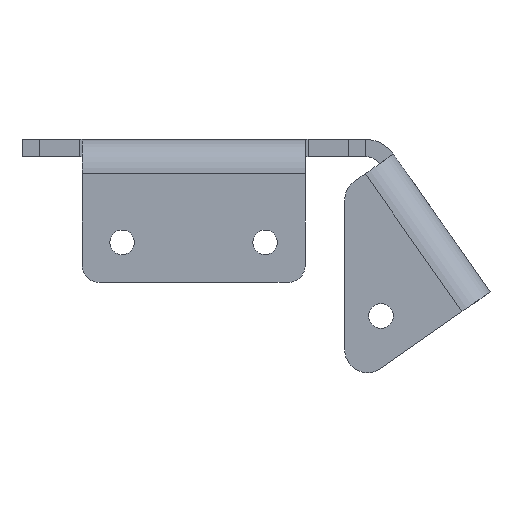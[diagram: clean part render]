
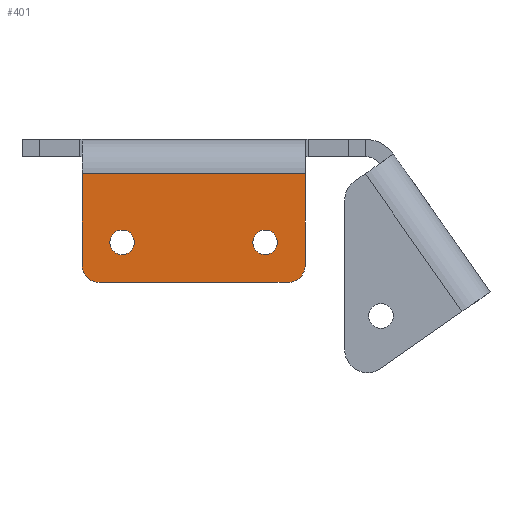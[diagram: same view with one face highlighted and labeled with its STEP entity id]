
A CAD part, left-side view. The second image highlights one B-rep face of the part: STEP entity #401.
In plain terms, the highlighted planar face has unit normal (-1, 0, 0).
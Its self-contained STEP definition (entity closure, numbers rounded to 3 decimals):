
#28 = DIRECTION ( 'NONE',  ( 0., 0., -1. ) ) ;
#40 = VERTEX_POINT ( 'NONE', #2041 ) ;
#62 = CARTESIAN_POINT ( 'NONE',  ( 0., 13.5, -22. ) ) ;
#91 = DIRECTION ( 'NONE',  ( 0., 0., -1. ) ) ;
#110 = VERTEX_POINT ( 'NONE', #997 ) ;
#140 = CIRCLE ( 'NONE', #1078, 2.15 ) ;
#162 = CARTESIAN_POINT ( 'NONE',  ( 0., 17.5, -15.85 ) ) ;
#202 = VERTEX_POINT ( 'NONE', #2151 ) ;
#203 = EDGE_CURVE ( 'NONE', #40, #202, #584, .T. ) ;
#216 = DIRECTION ( 'NONE',  ( 0., -1., 0. ) ) ;
#246 = CARTESIAN_POINT ( 'NONE',  ( 0., 49.5, 0. ) ) ;
#257 = CARTESIAN_POINT ( 'NONE',  ( 0., 10.5, -22. ) ) ;
#297 = VERTEX_POINT ( 'NONE', #162 ) ;
#311 = DIRECTION ( 'NONE',  ( 0., -1., 0. ) ) ;
#313 = DIRECTION ( 'NONE',  ( 1., 0., 0. ) ) ;
#325 = ORIENTED_EDGE ( 'NONE', *, *, #492, .T. ) ;
#340 = VERTEX_POINT ( 'NONE', #1204 ) ;
#355 = FACE_BOUND ( 'NONE', #1371, .T. ) ;
#391 = CARTESIAN_POINT ( 'NONE',  ( 0., 0., -25. ) ) ;
#392 = VERTEX_POINT ( 'NONE', #1180 ) ;
#401 = ADVANCED_FACE ( 'NONE', ( #676, #355, #2069 ), #1169, .F. ) ;
#407 = CARTESIAN_POINT ( 'NONE',  ( 0., 13.5, -25. ) ) ;
#418 = EDGE_CURVE ( 'NONE', #1688, #1070, #1999, .T. ) ;
#449 = CIRCLE ( 'NONE', #619, 2.15 ) ;
#468 = CARTESIAN_POINT ( 'NONE',  ( 0., 46.5, -25. ) ) ;
#475 = LINE ( 'NONE', #1896, #1538 ) ;
#492 = EDGE_CURVE ( 'NONE', #1070, #788, #2140, .T. ) ;
#510 = ORIENTED_EDGE ( 'NONE', *, *, #697, .F. ) ;
#512 = CARTESIAN_POINT ( 'NONE',  ( 0., 42.5, -18. ) ) ;
#538 = VERTEX_POINT ( 'NONE', #1621 ) ;
#569 = DIRECTION ( 'NONE',  ( 0., 0., 1. ) ) ;
#584 = LINE ( 'NONE', #246, #1091 ) ;
#619 = AXIS2_PLACEMENT_3D ( 'NONE', #512, #650, #670 ) ;
#650 = DIRECTION ( 'NONE',  ( -1., 0., 0. ) ) ;
#670 = DIRECTION ( 'NONE',  ( 0., 0., 1. ) ) ;
#676 = FACE_BOUND ( 'NONE', #1304, .T. ) ;
#697 = EDGE_CURVE ( 'NONE', #538, #110, #1890, .T. ) ;
#742 = DIRECTION ( 'NONE',  ( -1., 0., 0. ) ) ;
#758 = AXIS2_PLACEMENT_3D ( 'NONE', #1899, #313, #28 ) ;
#788 = VERTEX_POINT ( 'NONE', #257 ) ;
#801 = AXIS2_PLACEMENT_3D ( 'NONE', #62, #742, #1410 ) ;
#805 = AXIS2_PLACEMENT_3D ( 'NONE', #1252, #1083, #569 ) ;
#866 = EDGE_LOOP ( 'NONE', ( #2181, #325, #1454, #1359, #1106, #1874 ) ) ;
#934 = CARTESIAN_POINT ( 'NONE',  ( 0., 46.5, -22. ) ) ;
#983 = EDGE_CURVE ( 'NONE', #297, #392, #1203, .T. ) ;
#996 = EDGE_CURVE ( 'NONE', #110, #538, #449, .T. ) ;
#997 = CARTESIAN_POINT ( 'NONE',  ( 0., 42.5, -20.15 ) ) ;
#1009 = DIRECTION ( 'NONE',  ( -1., 0., 0. ) ) ;
#1012 = ORIENTED_EDGE ( 'NONE', *, *, #2072, .F. ) ;
#1070 = VERTEX_POINT ( 'NONE', #407 ) ;
#1078 = AXIS2_PLACEMENT_3D ( 'NONE', #1178, #2031, #1860 ) ;
#1083 = DIRECTION ( 'NONE',  ( -1., 0., 0. ) ) ;
#1091 = VECTOR ( 'NONE', #91, 1000. ) ;
#1106 = ORIENTED_EDGE ( 'NONE', *, *, #203, .T. ) ;
#1122 = ORIENTED_EDGE ( 'NONE', *, *, #996, .F. ) ;
#1169 = PLANE ( 'NONE',  #758 ) ;
#1178 = CARTESIAN_POINT ( 'NONE',  ( 0., 17.5, -18. ) ) ;
#1180 = CARTESIAN_POINT ( 'NONE',  ( 0., 17.5, -20.15 ) ) ;
#1186 = CARTESIAN_POINT ( 'NONE',  ( 0., 17.5, -18. ) ) ;
#1203 = CIRCLE ( 'NONE', #1853, 2.15 ) ;
#1204 = CARTESIAN_POINT ( 'NONE',  ( 0., 10.5, -6. ) ) ;
#1252 = CARTESIAN_POINT ( 'NONE',  ( 0., 42.5, -18. ) ) ;
#1293 = EDGE_CURVE ( 'NONE', #788, #340, #2232, .T. ) ;
#1295 = DIRECTION ( 'NONE',  ( 0., 0., -1. ) ) ;
#1304 = EDGE_LOOP ( 'NONE', ( #510, #1122 ) ) ;
#1307 = EDGE_CURVE ( 'NONE', #202, #1688, #1491, .T. ) ;
#1359 = ORIENTED_EDGE ( 'NONE', *, *, #2062, .F. ) ;
#1371 = EDGE_LOOP ( 'NONE', ( #1438, #1012 ) ) ;
#1410 = DIRECTION ( 'NONE',  ( 0., 0., -1. ) ) ;
#1438 = ORIENTED_EDGE ( 'NONE', *, *, #983, .F. ) ;
#1454 = ORIENTED_EDGE ( 'NONE', *, *, #1293, .T. ) ;
#1487 = DIRECTION ( 'NONE',  ( 0., 0., 1. ) ) ;
#1491 = CIRCLE ( 'NONE', #1752, 3. ) ;
#1538 = VECTOR ( 'NONE', #311, 1000. ) ;
#1559 = DIRECTION ( 'NONE',  ( 0., 0., 1. ) ) ;
#1604 = VECTOR ( 'NONE', #1487, 1000. ) ;
#1621 = CARTESIAN_POINT ( 'NONE',  ( 0., 42.5, -15.85 ) ) ;
#1667 = DIRECTION ( 'NONE',  ( -1., 0., 0. ) ) ;
#1688 = VERTEX_POINT ( 'NONE', #468 ) ;
#1699 = CARTESIAN_POINT ( 'NONE',  ( 0., 10.5, 0. ) ) ;
#1752 = AXIS2_PLACEMENT_3D ( 'NONE', #934, #1667, #1295 ) ;
#1853 = AXIS2_PLACEMENT_3D ( 'NONE', #1186, #1009, #1559 ) ;
#1860 = DIRECTION ( 'NONE',  ( 0., 0., 1. ) ) ;
#1874 = ORIENTED_EDGE ( 'NONE', *, *, #1307, .T. ) ;
#1890 = CIRCLE ( 'NONE', #805, 2.15 ) ;
#1896 = CARTESIAN_POINT ( 'NONE',  ( 0., 10.5, -6. ) ) ;
#1899 = CARTESIAN_POINT ( 'NONE',  ( 0., 0., 0. ) ) ;
#1999 = LINE ( 'NONE', #391, #2071 ) ;
#2031 = DIRECTION ( 'NONE',  ( -1., 0., 0. ) ) ;
#2041 = CARTESIAN_POINT ( 'NONE',  ( 0., 49.5, -6. ) ) ;
#2062 = EDGE_CURVE ( 'NONE', #40, #340, #475, .T. ) ;
#2069 = FACE_OUTER_BOUND ( 'NONE', #866, .T. ) ;
#2071 = VECTOR ( 'NONE', #216, 1000. ) ;
#2072 = EDGE_CURVE ( 'NONE', #392, #297, #140, .T. ) ;
#2140 = CIRCLE ( 'NONE', #801, 3. ) ;
#2151 = CARTESIAN_POINT ( 'NONE',  ( 0., 49.5, -22. ) ) ;
#2181 = ORIENTED_EDGE ( 'NONE', *, *, #418, .T. ) ;
#2232 = LINE ( 'NONE', #1699, #1604 ) ;
